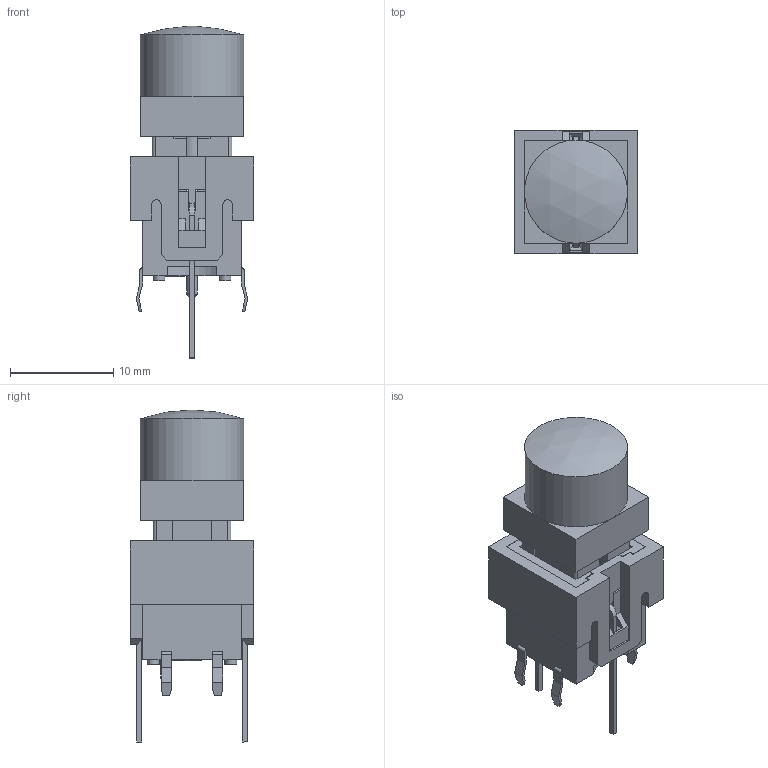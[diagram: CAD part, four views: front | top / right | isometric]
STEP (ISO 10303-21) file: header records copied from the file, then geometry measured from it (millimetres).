
FILE_DESCRIPTION((''),'2;1');
FILE_NAME('LP15R1xxxxxx-N.stp','2013-09-09T16:20:25',('epieh'),(''),'Autodesk Inventor 2012','Autodesk Inventor 2012','');
FILE_SCHEMA(('AUTOMOTIVE_DESIGN { 1 0 10303 214 1 1 1 1 }'));
Length unit declared in the file: millimetre
Products named in the file (7): B270004; LP15 Housing; LP15 Rubber Dome; LP15 LED; LP15 Plunger; LP15 Cover; LP15 R1 Button
Assembly tree (6 placements, depth 2):
  B270004
    LP15 Housing
    LP15 Rubber Dome
    LP15 LED
    LP15 Plunger
    LP15 Cover
    LP15 R1 Button
Bounding box: 12 x 12 x 32.2 mm (x, y, z)
Volume: 1640 mm3; surface area: 3452.1 mm2
Topology: 6 solids, 6 shells, 476 faces, 1266 edges, 805 vertices
Faces by surface type: plane 335, cylinder 105, torus 12, sphere 12, bspline 9, cone 3
Full cylindrical faces by diameter (mm): 1.05 x1, 1.15 x4, 2.2 x1, 2.8 x1, 3 x1, 3.2 x1, 5.2 x1, 6.2 x1, 6.4 x1, 6.9 x1, 10 x1
Entity records: 14889 total; most frequent: CARTESIAN_POINT 2850, ORIENTED_EDGE 2466, DIRECTION 2386, EDGE_CURVE 1233, VECTOR 992, LINE 992, VERTEX_POINT 797, AXIS2_PLACEMENT_3D 697
